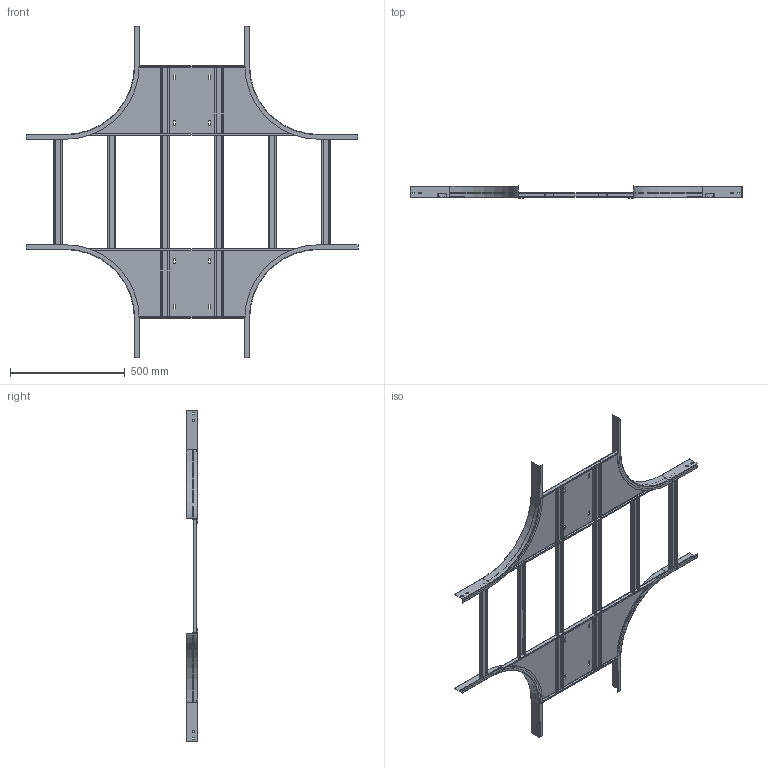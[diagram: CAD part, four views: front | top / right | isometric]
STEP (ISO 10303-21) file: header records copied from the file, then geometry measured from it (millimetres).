
FILE_DESCRIPTION (( 'STEP AP203' ), '1' );
FILE_NAME ('Õ-îòâåòâèòåëü R300_LX5305.step', '2012-12-19T08:53:01', ( 'Àñååâ' ), ( '' ), 'SwSTEP 2.0', 'SolidWorks 2012', '' );
FILE_SCHEMA (( 'CONFIG_CONTROL_DESIGN' ));
Length unit declared in the file: millimetre
Products named in the file (1): Õ-îòâåòâèòåëü R300_LX5305
Bounding box: 1446 x 50 x 1445.2 mm (x, y, z)
Volume: 1093403.2 mm3; surface area: 2040548.3 mm2
Topology: 12 solids, 12 shells, 480 faces, 1112 edges, 656 vertices
Faces by surface type: plane 344, cylinder 128, torus 8
Entity records: 13507 total; most frequent: CARTESIAN_POINT 2393, DIRECTION 2314, ORIENTED_EDGE 2224, EDGE_CURVE 1112, VECTOR 840, LINE 840, AXIS2_PLACEMENT_3D 737, VERTEX_POINT 656
